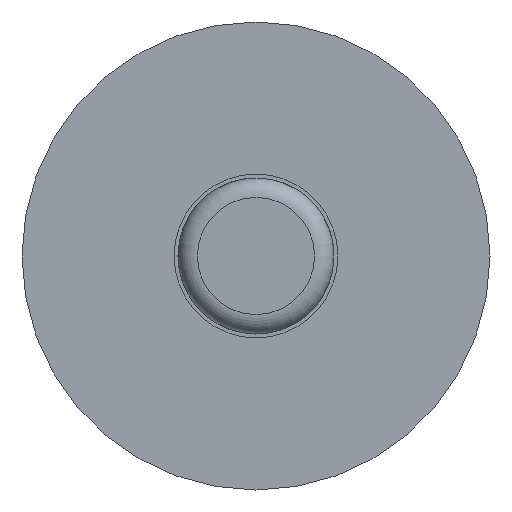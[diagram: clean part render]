
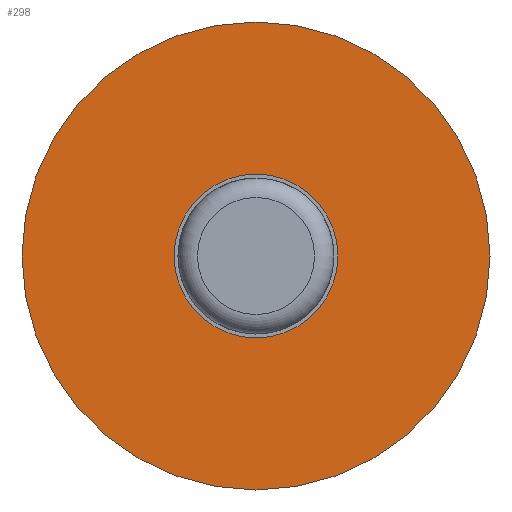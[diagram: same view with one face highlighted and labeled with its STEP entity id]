
A CAD part, left-side view. The second image highlights one B-rep face of the part: STEP entity #298.
In plain terms, the highlighted planar face has unit normal (-1, 0, 0).
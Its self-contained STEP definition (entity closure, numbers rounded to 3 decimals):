
#117 = PLANE ( 'NONE',  #1039 ) ;
#186 = FACE_BOUND ( 'NONE', #677, .T. ) ;
#203 = CARTESIAN_POINT ( 'NONE',  ( 0., 0., 0. ) ) ;
#204 = CARTESIAN_POINT ( 'NONE',  ( 0., 0., 0. ) ) ;
#262 = CIRCLE ( 'NONE', #507, 12. ) ;
#298 = ADVANCED_FACE ( 'NONE', ( #186, #780 ), #117, .T. ) ;
#340 = VERTEX_POINT ( 'NONE', #489 ) ;
#352 = ORIENTED_EDGE ( 'NONE', *, *, #368, .T. ) ;
#368 = EDGE_CURVE ( 'NONE', #499, #499, #262, .T. ) ;
#374 = CARTESIAN_POINT ( 'NONE',  ( 0., 0., 0. ) ) ;
#489 = CARTESIAN_POINT ( 'NONE',  ( 0., -4.2, 0. ) ) ;
#499 = VERTEX_POINT ( 'NONE', #992 ) ;
#507 = AXIS2_PLACEMENT_3D ( 'NONE', #374, #620, #940 ) ;
#532 = DIRECTION ( 'NONE',  ( 1., 0., 0. ) ) ;
#547 = AXIS2_PLACEMENT_3D ( 'NONE', #204, #532, #869 ) ;
#604 = DIRECTION ( 'NONE',  ( 0., 0., 1. ) ) ;
#620 = DIRECTION ( 'NONE',  ( -1., 0., 0. ) ) ;
#662 = ORIENTED_EDGE ( 'NONE', *, *, #793, .T. ) ;
#677 = EDGE_LOOP ( 'NONE', ( #662 ) ) ;
#680 = DIRECTION ( 'NONE',  ( -1., 0., 0. ) ) ;
#780 = FACE_OUTER_BOUND ( 'NONE', #952, .T. ) ;
#793 = EDGE_CURVE ( 'NONE', #340, #340, #818, .T. ) ;
#818 = CIRCLE ( 'NONE', #547, 4.2 ) ;
#869 = DIRECTION ( 'NONE',  ( 0., -1., 0. ) ) ;
#940 = DIRECTION ( 'NONE',  ( 0., -1., 0. ) ) ;
#952 = EDGE_LOOP ( 'NONE', ( #352 ) ) ;
#992 = CARTESIAN_POINT ( 'NONE',  ( 0., -12., 0. ) ) ;
#1039 = AXIS2_PLACEMENT_3D ( 'NONE', #203, #680, #604 ) ;
